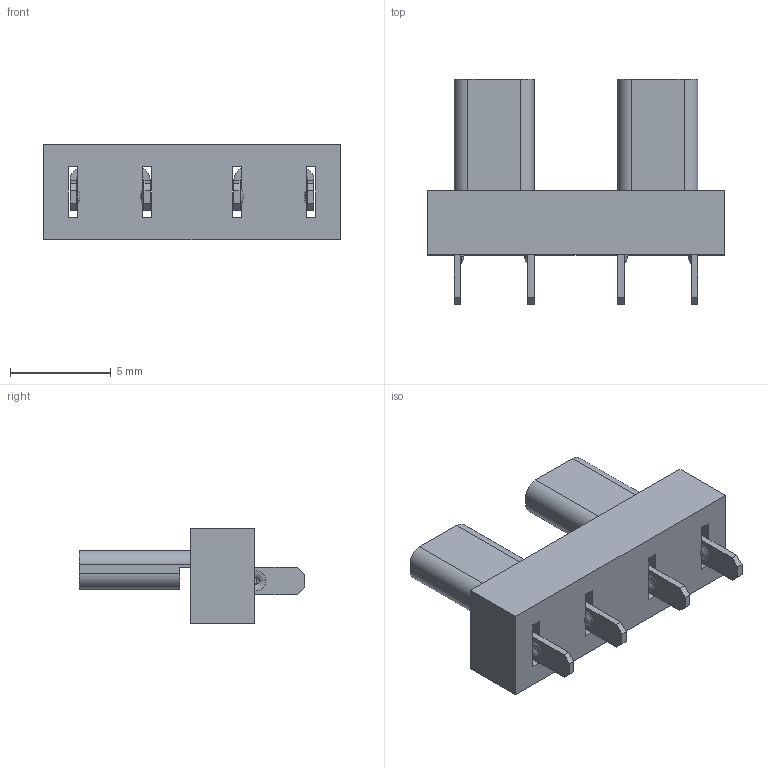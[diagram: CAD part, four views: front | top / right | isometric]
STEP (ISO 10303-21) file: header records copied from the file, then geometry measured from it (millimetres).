
FILE_DESCRIPTION (( 'STEP AP214' ), '1' );
FILE_NAME ('3544-2.STEP', '2013-03-27T20:41:27', ( 'Richard Maletta' ), ( '' ), 'SwSTEP 2.0', 'SolidWorks 2009', '' );
FILE_SCHEMA (( 'AUTOMOTIVE_DESIGN' ));
Length unit declared in the file: millimetre
Products named in the file (1): 3544-2
Bounding box: 14.68 x 11.18 x 4.75 mm (x, y, z)
Surface area: 642.3 mm2 (no closed solid volume)
Topology: 0 solids, 3 shells, 128 faces, 364 edges, 240 vertices
Faces by surface type: plane 80, torus 16, sphere 16, cylinder 16
Entity records: 5569 total; most frequent: DIRECTION 734, CARTESIAN_POINT 733, ORIENTED_EDGE 664, EDGE_CURVE 364, VECTOR 252, LINE 252, AXIS2_PLACEMENT_3D 241, VERTEX_POINT 240
